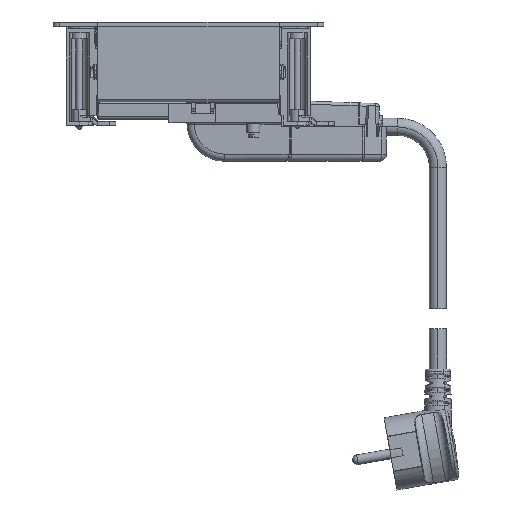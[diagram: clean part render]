
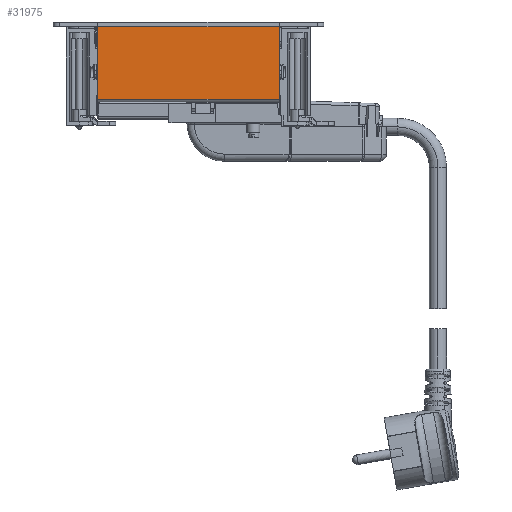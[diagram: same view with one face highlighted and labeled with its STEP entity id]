
A CAD part, front view. The second image highlights one B-rep face of the part: STEP entity #31975.
In plain terms, the highlighted planar face has unit normal (0, -1, 0).
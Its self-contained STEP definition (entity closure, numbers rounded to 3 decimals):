
#31962=AXIS2_PLACEMENT_3D('Plane Axis2P3D',#31959,#31960,#31961) ;
#30287=CARTESIAN_POINT('Vertex',(-90.,-32.498,7.701)) ;
#30290=CARTESIAN_POINT('Line Origine',(-90.,-32.498,22.75)) ;
#30294=CARTESIAN_POINT('Vertex',(-90.,-32.498,43.5)) ;
#30642=CARTESIAN_POINT('Vertex',(0.,-32.498,43.5)) ;
#30645=CARTESIAN_POINT('Line Origine',(0.,-32.498,25.6)) ;
#30649=CARTESIAN_POINT('Vertex',(0.,-32.498,7.701)) ;
#31947=CARTESIAN_POINT('Line Origine',(-78.75,-32.498,7.701)) ;
#31959=CARTESIAN_POINT('Axis2P3D Location',(-90.3,-32.498,7.701)) ;
#31964=CARTESIAN_POINT('Line Origine',(-45.,-32.498,43.5)) ;
#30291=DIRECTION('Vector Direction',(0.,0.,1.)) ;
#30646=DIRECTION('Vector Direction',(0.,0.,1.)) ;
#31948=DIRECTION('Vector Direction',(1.,0.,0.)) ;
#31960=DIRECTION('Axis2P3D Direction',(0.,1.,-0.)) ;
#31961=DIRECTION('Axis2P3D XDirection',(0.,0.,1.)) ;
#31965=DIRECTION('Vector Direction',(1.,0.,0.)) ;
#30292=VECTOR('Line Direction',#30291,1.) ;
#30647=VECTOR('Line Direction',#30646,1.) ;
#31949=VECTOR('Line Direction',#31948,1.) ;
#31966=VECTOR('Line Direction',#31965,1.) ;
#31970=ORIENTED_EDGE('',*,*,#31968,.F.) ;
#31971=ORIENTED_EDGE('',*,*,#30296,.F.) ;
#31972=ORIENTED_EDGE('',*,*,#31951,.T.) ;
#31973=ORIENTED_EDGE('',*,*,#30651,.F.) ;
#31975=ADVANCED_FACE('MULTI LINK 4 MODULES.1\\D010350.1.1',(#31974),#31963,.F.) ;
#30296=EDGE_CURVE('',#30288,#30295,#30293,.T.) ;
#30651=EDGE_CURVE('',#30643,#30650,#30648,.F.) ;
#31951=EDGE_CURVE('',#30288,#30650,#31950,.T.) ;
#31968=EDGE_CURVE('',#30295,#30643,#31967,.T.) ;
#31969=EDGE_LOOP('',(#31970,#31971,#31972,#31973)) ;
#31974=FACE_OUTER_BOUND('',#31969,.T.) ;
#30293=LINE('Line',#30290,#30292) ;
#30648=LINE('Line',#30645,#30647) ;
#31950=LINE('Line',#31947,#31949) ;
#31967=LINE('Line',#31964,#31966) ;
#31963=PLANE('',#31962) ;
#30288=VERTEX_POINT('',#30287) ;
#30295=VERTEX_POINT('',#30294) ;
#30643=VERTEX_POINT('',#30642) ;
#30650=VERTEX_POINT('',#30649) ;
